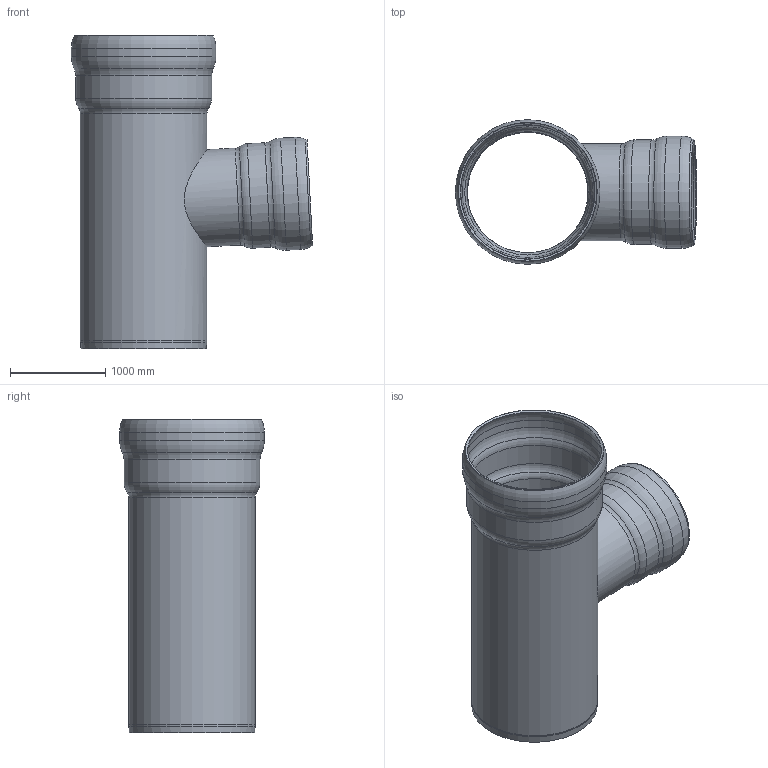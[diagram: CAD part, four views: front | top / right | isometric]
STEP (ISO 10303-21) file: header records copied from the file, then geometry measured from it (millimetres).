
FILE_DESCRIPTION(/* description */ (''),/* implementation_level */ '2;1');
FILE_NAME(/* name */ '00230.ED0X_3D.stp',/* time_stamp */ '2024-12-11T12:40:37+01:00',/* author */ ('CAD'),/* organization */ (''),/* preprocessor_version */ 'ST-DEVELOPER v20',/* originating_system */ 'AutoCAD Mechanical',/* authorisation */ '');
FILE_SCHEMA (('AUTOMOTIVE_DESIGN { 1 0 10303 214 3 1 1 }'));
Length unit declared in the file: centimetre
Products named in the file (2): Product; *S0
Assembly tree (1 placements, depth 2):
  Product
    *S0
Bounding box: 2536.76 x 1520 x 3300 mm (x, y, z)
Volume: 408454151.8 mm3; surface area: 34755335.7 mm2
Topology: 2 solids, 2 shells, 45 faces, 126 edges, 80 vertices
Faces by surface type: torus 22, cylinder 14, cone 9
Full cylindrical faces by diameter (mm): 980 x2, 1020 x1, 1060 x1, 1100 x1, 1140 x1, 1180 x1, 1280 x1, 1330 x1, 1380 x1, 1430 x1, 1470 x1, 1520 x1
Entity records: 2052 total; most frequent: CARTESIAN_POINT 776, DIRECTION 304, ORIENTED_EDGE 252, AXIS2_PLACEMENT_3D 140, EDGE_CURVE 126, CIRCLE 92, VERTEX_POINT 80, EDGE_LOOP 46
